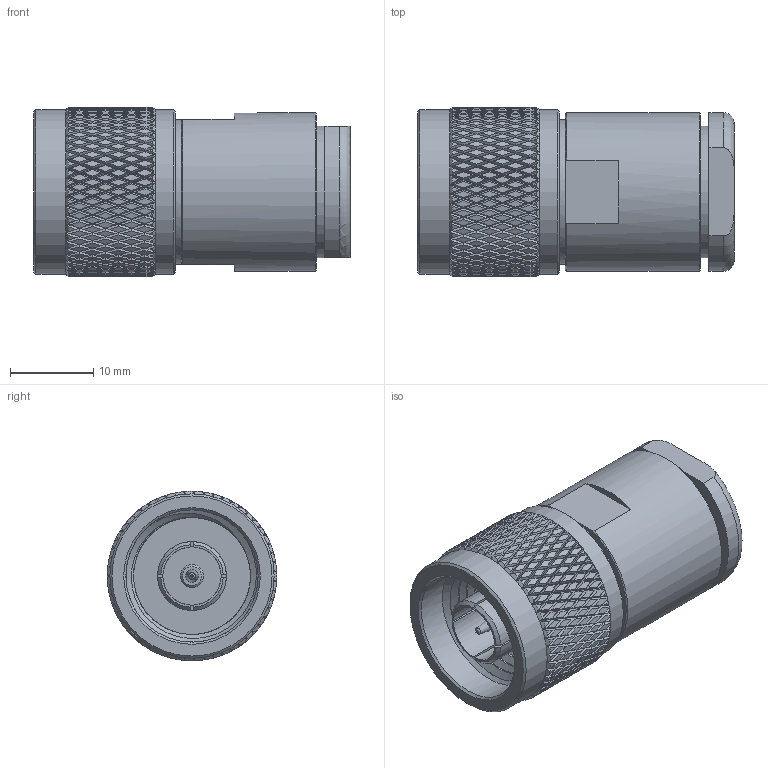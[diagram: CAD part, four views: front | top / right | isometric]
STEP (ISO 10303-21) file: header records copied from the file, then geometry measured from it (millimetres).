
FILE_DESCRIPTION (( 'STEP AP203' ), '1' );
FILE_NAME ('PE4062.step', '2020-03-31T22:30:08', ( '' ), ( '' ), 'SwSTEP 2.0', 'SolidWorks 2018', '' );
FILE_SCHEMA (( 'CONFIG_CONTROL_DESIGN' ));
Length unit declared in the file: inch
Products named in the file (1): PE4062
Bounding box: 37.96 x 20.32 x 20.32 mm (x, y, z)
Volume: 8523.3 mm3; surface area: 4828.2 mm2
Topology: 1 solids, 1 shells, 2274 faces, 4856 edges, 2592 vertices
Faces by surface type: bspline 1764, cylinder 458, plane 34, cone 16, torus 2
Full cylindrical faces by diameter (mm): 1.524 x1, 2.794 x1, 6.985 x1, 8.255 x1, 11.3 x1, 15.799 x1, 15.875 x5, 17.338 x1, 19 x1, 19.715 x2
Entity records: 82416 total; most frequent: CARTESIAN_POINT 53214, ORIENTED_EDGE 9626, EDGE_CURVE 4813, VERTEX_POINT 2575, EDGE_LOOP 2298, FACE_OUTER_BOUND 2281, ADVANCED_FACE 2269, B_SPLINE_CURVE_WITH_KNOTS 2167
